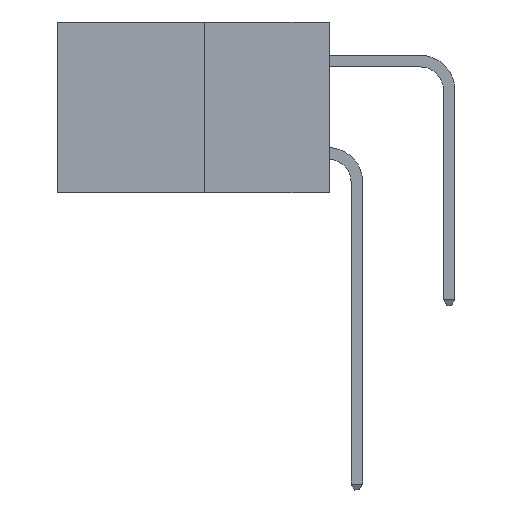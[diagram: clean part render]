
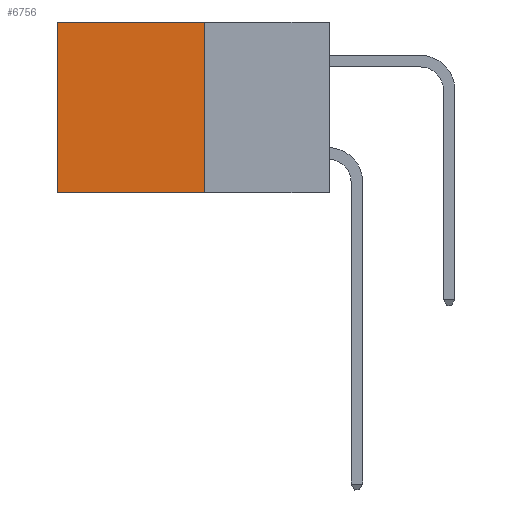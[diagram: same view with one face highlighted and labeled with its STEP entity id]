
A CAD part, left-side view. The second image highlights one B-rep face of the part: STEP entity #6756.
In plain terms, the highlighted planar face has unit normal (-1, 0, 0).
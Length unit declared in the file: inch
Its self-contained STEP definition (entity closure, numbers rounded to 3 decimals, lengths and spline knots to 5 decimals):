
#580 = CARTESIAN_POINT ( 'NONE',  ( 0.277, 0.27, -0.37 ) ) ;
#1915 = DIRECTION ( 'NONE',  ( 0., 0., -1. ) ) ;
#2262 = VERTEX_POINT ( 'NONE', #15288 ) ;
#2364 = CARTESIAN_POINT ( 'NONE',  ( 0.277, 0.27, 0. ) ) ;
#2487 = LINE ( 'NONE', #2364, #9003 ) ;
#3115 = AXIS2_PLACEMENT_3D ( 'NONE', #580, #9731, #1915 ) ;
#3575 = EDGE_CURVE ( 'NONE', #4717, #4774, #16654, .T. ) ;
#3815 = FACE_OUTER_BOUND ( 'NONE', #12467, .T. ) ;
#3938 = LINE ( 'NONE', #13021, #7009 ) ;
#4545 = ORIENTED_EDGE ( 'NONE', *, *, #9692, .T. ) ;
#4717 = VERTEX_POINT ( 'NONE', #12257 ) ;
#4774 = VERTEX_POINT ( 'NONE', #10018 ) ;
#5193 = CARTESIAN_POINT ( 'NONE',  ( 0.277, 0.27, -0.37 ) ) ;
#5427 = ORIENTED_EDGE ( 'NONE', *, *, #16845, .T. ) ;
#6756 = ADVANCED_FACE ( 'NONE', ( #3815 ), #8421, .F. ) ;
#6778 = CARTESIAN_POINT ( 'NONE',  ( 0.277, 0.59, 0. ) ) ;
#7009 = VECTOR ( 'NONE', #7861, 39.37008 ) ;
#7479 = CARTESIAN_POINT ( 'NONE',  ( 0.277, 0.59, -0.37 ) ) ;
#7861 = DIRECTION ( 'NONE',  ( 0., 0., -1. ) ) ;
#8421 = PLANE ( 'NONE',  #3115 ) ;
#9003 = VECTOR ( 'NONE', #12795, 39.37008 ) ;
#9182 = DIRECTION ( 'NONE',  ( 0., 1., 0. ) ) ;
#9692 = EDGE_CURVE ( 'NONE', #2262, #10536, #2487, .T. ) ;
#9731 = DIRECTION ( 'NONE',  ( 1., 0., 0. ) ) ;
#9838 = EDGE_CURVE ( 'NONE', #2262, #4717, #3938, .T. ) ;
#10018 = CARTESIAN_POINT ( 'NONE',  ( 0.277, 0.59, -0.37 ) ) ;
#10536 = VERTEX_POINT ( 'NONE', #6778 ) ;
#10635 = LINE ( 'NONE', #7479, #16302 ) ;
#12257 = CARTESIAN_POINT ( 'NONE',  ( 0.277, 0.27, -0.37 ) ) ;
#12467 = EDGE_LOOP ( 'NONE', ( #5427, #16577, #16431, #4545 ) ) ;
#12631 = DIRECTION ( 'NONE',  ( 0., 0., -1. ) ) ;
#12795 = DIRECTION ( 'NONE',  ( 0., 1., 0. ) ) ;
#13021 = CARTESIAN_POINT ( 'NONE',  ( 0.277, 0.27, -0.37 ) ) ;
#13204 = VECTOR ( 'NONE', #9182, 39.37008 ) ;
#15288 = CARTESIAN_POINT ( 'NONE',  ( 0.277, 0.27, 0. ) ) ;
#16302 = VECTOR ( 'NONE', #12631, 39.37008 ) ;
#16431 = ORIENTED_EDGE ( 'NONE', *, *, #9838, .F. ) ;
#16577 = ORIENTED_EDGE ( 'NONE', *, *, #3575, .F. ) ;
#16654 = LINE ( 'NONE', #5193, #13204 ) ;
#16845 = EDGE_CURVE ( 'NONE', #10536, #4774, #10635, .T. ) ;
